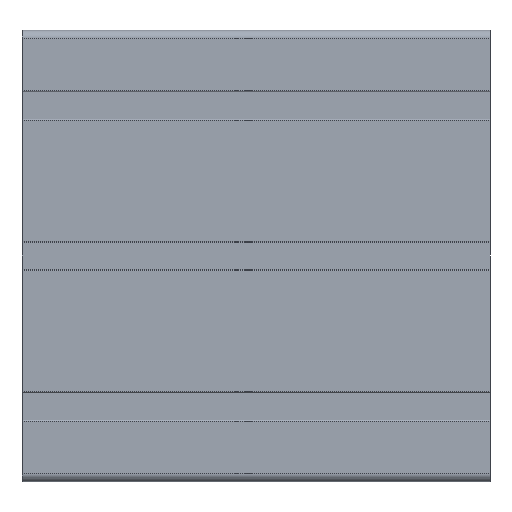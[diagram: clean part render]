
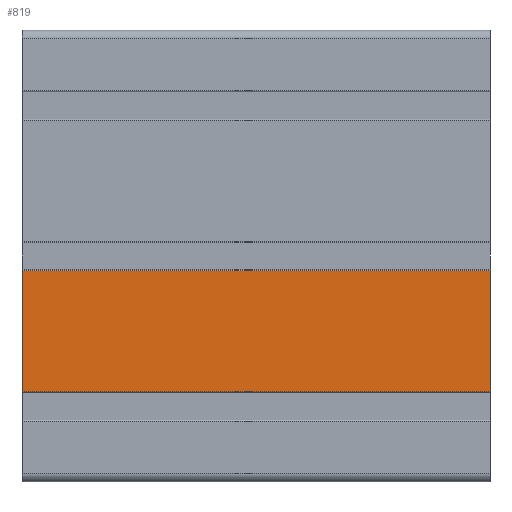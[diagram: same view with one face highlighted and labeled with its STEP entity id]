
A CAD part, left-side view. The second image highlights one B-rep face of the part: STEP entity #819.
In plain terms, the highlighted planar face has unit normal (-1, 0, 0).
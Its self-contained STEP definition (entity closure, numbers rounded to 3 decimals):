
#819=ADVANCED_FACE('',(#1714),#1715,.T.);
#1714=FACE_OUTER_BOUND('',#2682,.T.);
#1715=PLANE('',#2683);
#2682=EDGE_LOOP('',(#5143,#5144,#5145,#5146));
#2683=AXIS2_PLACEMENT_3D('',#5147,#5148,#5149);
#5143=ORIENTED_EDGE('',*,*,#7033,.T.);
#5144=ORIENTED_EDGE('',*,*,#7078,.T.);
#5145=ORIENTED_EDGE('',*,*,#7079,.T.);
#5146=ORIENTED_EDGE('',*,*,#6749,.T.);
#5147=CARTESIAN_POINT('',(0.0,140.0,67.5));
#5148=DIRECTION('',(-1.0,0.0,0.0));
#5149=DIRECTION('',(0.0,0.0,-1.0));
#6749=EDGE_CURVE('',#8388,#8386,#8389,.T.);
#7033=EDGE_CURVE('',#8386,#8822,#8825,.T.);
#7078=EDGE_CURVE('',#8822,#8884,#8885,.T.);
#7079=EDGE_CURVE('',#8884,#8388,#8886,.T.);
#8386=VERTEX_POINT('',#10597);
#8388=VERTEX_POINT('',#10599);
#8389=LINE('',#10600,#10601);
#8822=VERTEX_POINT('',#11194);
#8825=LINE('',#11197,#11198);
#8884=VERTEX_POINT('',#11281);
#8885=LINE('',#11282,#11283);
#8886=LINE('',#11284,#11285);
#10597=CARTESIAN_POINT('',(0.0,140.0,26.9));
#10599=CARTESIAN_POINT('',(0.0,140.0,63.1));
#10600=CARTESIAN_POINT('',(0.0,140.0,132.5));
#10601=VECTOR('',#12642,1.0);
#11194=CARTESIAN_POINT('',(0.0,0.0,26.9));
#11197=CARTESIAN_POINT('',(0.0,140.0,26.9));
#11198=VECTOR('',#12974,1.0);
#11281=CARTESIAN_POINT('',(0.0,0.0,63.1));
#11282=CARTESIAN_POINT('',(0.0,0.0,132.5));
#11283=VECTOR('',#13014,1.0);
#11284=CARTESIAN_POINT('',(0.0,70.0,63.1));
#11285=VECTOR('',#13015,1.0);
#12642=DIRECTION('',(0.0,0.0,-1.0));
#12974=DIRECTION('',(0.0,-1.0,0.0));
#13014=DIRECTION('',(-0.0,0.0,1.0));
#13015=DIRECTION('',(-0.0,1.0,0.0));
